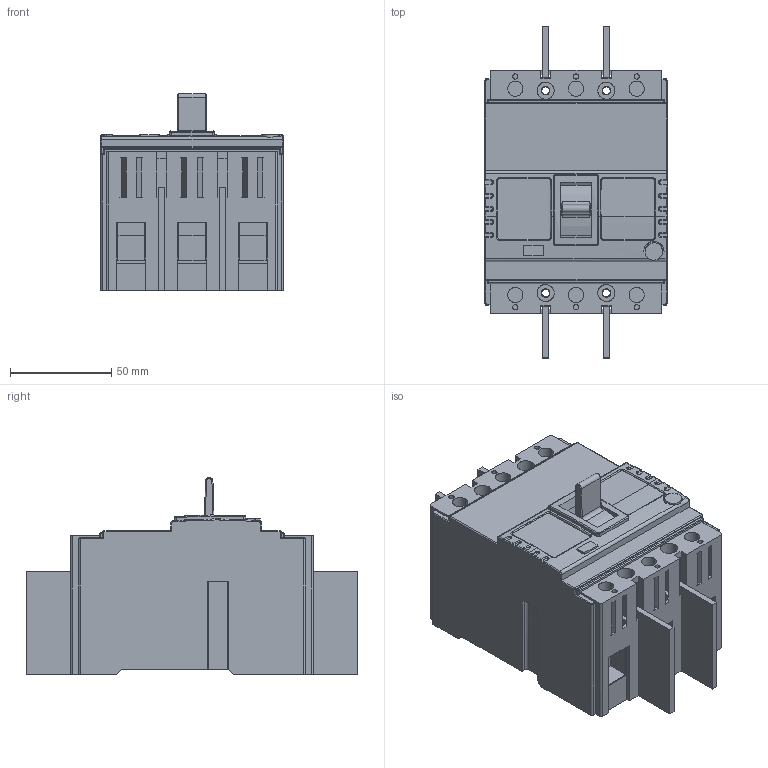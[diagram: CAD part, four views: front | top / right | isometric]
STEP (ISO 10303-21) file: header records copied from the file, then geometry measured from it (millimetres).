
FILE_DESCRIPTION (( 'STEP AP214' ), '1' );
FILE_NAME ('臍88-33.STEP', '2018-04-24T06:43:14', ( 'AutoBVT' ), ( 'Microsoft' ), 'SwSTEP 2.0', 'SolidWorks 2014', '' );
FILE_SCHEMA (( 'AUTOMOTIVE_DESIGN' ));
Length unit declared in the file: millimetre
Products named in the file (1): 臍88-33
Bounding box: 90 x 164 x 97.23 mm (x, y, z)
Volume: 595456.8 mm3; surface area: 163680.7 mm2
Topology: 5 solids, 6 shells, 1620 faces, 4490 edges, 2869 vertices
Faces by surface type: plane 1088, cylinder 419, bspline 72, sphere 33, torus 6, cone 2
Entity records: 77543 total; most frequent: CARTESIAN_POINT 20786, ORIENTED_EDGE 8924, DIRECTION 7137, EDGE_CURVE 4462, VECTOR 3231, LINE 3231, VERTEX_POINT 2869, AXIS2_PLACEMENT_3D 1953
